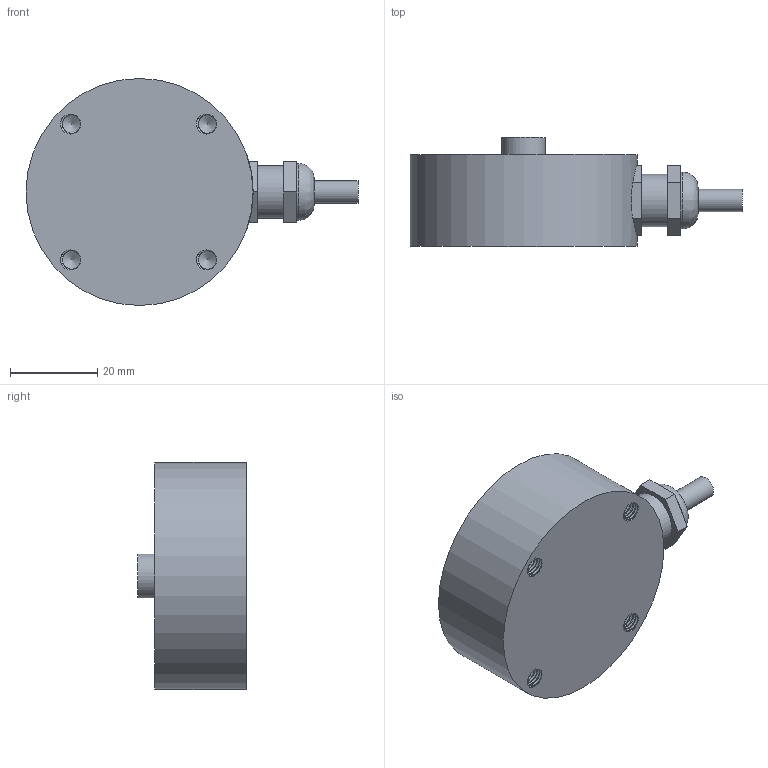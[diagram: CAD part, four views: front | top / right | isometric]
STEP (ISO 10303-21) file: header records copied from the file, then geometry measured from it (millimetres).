
FILE_DESCRIPTION(/* description */ (''),/* implementation_level */ '2;1');
FILE_NAME(/* name */ '266ASPT-2.5t v2.step',/* time_stamp */ '2020-02-04T14:06:53-08:00',/* author */ (''),/* organization */ (''),/* preprocessor_version */ 'ST-DEVELOPER v18',/* originating_system */ 'Autodesk Translation Framework v8.12.0.6',/* authorisation */ '');
FILE_SCHEMA (('AUTOMOTIVE_DESIGN { 1 0 10303 214 3 1 1 }'));
Length unit declared in the file: millimetre
Products named in the file (2): 266ASPT-2.5t; Connector
Assembly tree (1 placements, depth 2):
  266ASPT-2.5t
    Connector
Bounding box: 76.03 x 24.92 x 52 mm (x, y, z)
Volume: 45931.5 mm3; surface area: 10831.8 mm2
Topology: 2 solids, 2 shells, 213 faces, 530 edges, 328 vertices
Faces by surface type: cylinder 172, plane 26, bspline 9, cone 5, sphere 1
Full cylindrical faces by diameter (mm): 4.234 x76, 5.1 x1, 5.12 x72, 10 x2, 12 x2, 13 x1, 16.5 x1, 52 x1
Entity records: 14037 total; most frequent: CARTESIAN_POINT 9514, ORIENTED_EDGE 1050, DIRECTION 709, EDGE_CURVE 525, VERTEX_POINT 328, B_SPLINE_CURVE_WITH_KNOTS 275, AXIS2_PLACEMENT_3D 252, EDGE_LOOP 225
